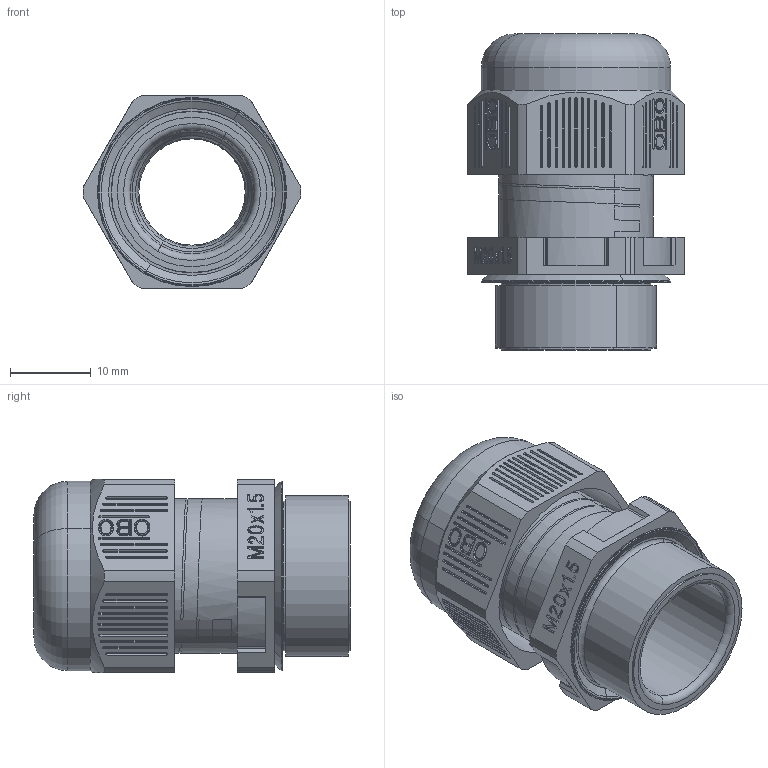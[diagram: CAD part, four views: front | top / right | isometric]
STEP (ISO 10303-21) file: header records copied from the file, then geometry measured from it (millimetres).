
FILE_DESCRIPTION((''),'2;1');
FILE_NAME('2022847_ASM','2013-03-15T',('AndreasKeweloh'),(''),'PRO/ENGINEER BY PARAMETRIC TECHNOLOGY CORPORATION, 2012360','PRO/ENGINEER BY PARAMETRIC TECHNOLOGY CORPORATION, 2012360','');
FILE_SCHEMA(('CONFIG_CONTROL_DESIGN'));
Length unit declared in the file: millimetre
Products named in the file (3): 2022847HUTMUTTER-M20; 2022847ZWISCHENSTUTZEN; 2022847_ASM
Assembly tree (2 placements, depth 2):
  2022847_ASM
    2022847HUTMUTTER-M20
    2022847ZWISCHENSTUTZEN
Bounding box: 27 x 39.25 x 24 mm (x, y, z)
Volume: 6075.2 mm3; surface area: 6820.6 mm2
Topology: 2 solids, 2 shells, 964 faces, 2564 edges, 1709 vertices
Faces by surface type: plane 679, cone 192, cylinder 63, torus 30
Entity records: 30747 total; most frequent: CARTESIAN_POINT 6576, ORIENTED_EDGE 5128, DIRECTION 4783, EDGE_CURVE 2564, VECTOR 1755, LINE 1755, VERTEX_POINT 1709, AXIS2_PLACEMENT_3D 1514
